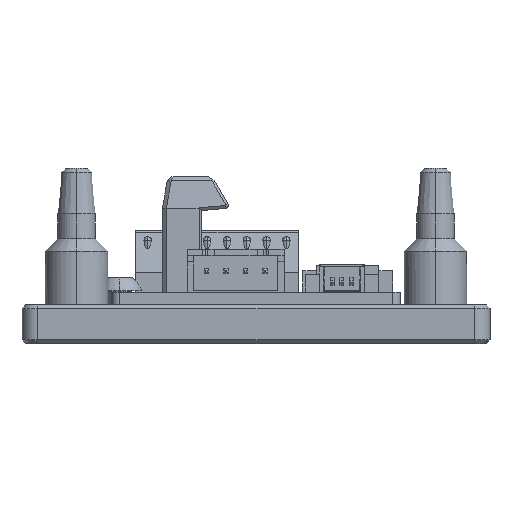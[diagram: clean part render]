
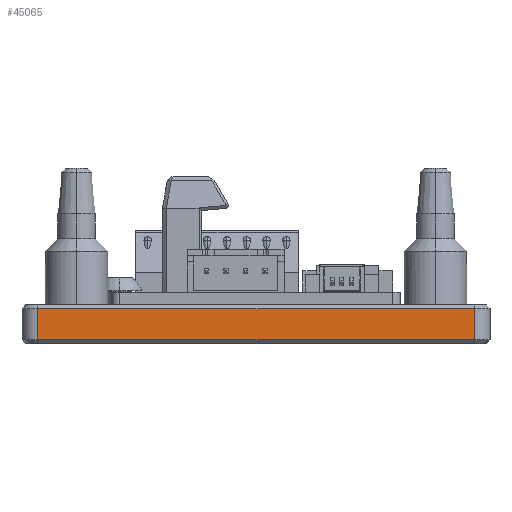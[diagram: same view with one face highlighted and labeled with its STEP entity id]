
A CAD part, left-side view. The second image highlights one B-rep face of the part: STEP entity #45065.
In plain terms, the highlighted planar face has unit normal (-1, 0, 0).
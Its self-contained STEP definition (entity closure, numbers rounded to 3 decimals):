
#36246=DIRECTION('',(0.,0.,-1.));
#36247=VECTOR('',#36246,4.);
#36248=CARTESIAN_POINT('',(-130.989,132.392,
-152.529));
#36249=LINE('',#36248,#36247);
#36318=DIRECTION('',(0.,0.,1.));
#36319=VECTOR('',#36318,4.);
#36320=CARTESIAN_POINT('',(-130.989,188.392,
-156.529));
#36321=LINE('',#36320,#36319);
#36326=DIRECTION('',(0.,-1.,0.));
#36327=VECTOR('',#36326,56.);
#36328=CARTESIAN_POINT('',(-130.989,188.392,
-156.529));
#36329=LINE('',#36328,#36327);
#36330=DIRECTION('',(0.,1.,0.));
#36331=VECTOR('',#36330,56.);
#36332=CARTESIAN_POINT('',(-130.989,132.392,
-152.529));
#36333=LINE('',#36332,#36331);
#36554=CARTESIAN_POINT('',(-130.989,188.392,
-152.529));
#36555=VERTEX_POINT('',#36554);
#36556=CARTESIAN_POINT('',(-130.989,132.392,
-152.529));
#36557=VERTEX_POINT('',#36556);
#36674=CARTESIAN_POINT('',(-130.989,132.392,
-156.529));
#36675=VERTEX_POINT('',#36674);
#36678=CARTESIAN_POINT('',(-130.989,188.392,
-156.529));
#36679=VERTEX_POINT('',#36678);
#45054=CARTESIAN_POINT('',(-130.989,190.392,
-151.029));
#45055=DIRECTION('',(-1.,0.,0.));
#45056=DIRECTION('',(0.,1.,0.));
#45057=AXIS2_PLACEMENT_3D('',#45054,#45055,#45056);
#45058=PLANE('',#45057);
#45059=ORIENTED_EDGE('',*,*,#44860,.T.);
#45060=ORIENTED_EDGE('',*,*,#44900,.F.);
#45061=ORIENTED_EDGE('',*,*,#45039,.T.);
#45062=ORIENTED_EDGE('',*,*,#44262,.F.);
#45063=EDGE_LOOP('',(#45059,#45060,#45061,#45062));
#45064=FACE_OUTER_BOUND('',#45063,.F.);
#45065=ADVANCED_FACE('',(#45064),#45058,.T.);
#44262=EDGE_CURVE('',#36557,#36555,#36333,.T.);
#44860=EDGE_CURVE('',#36557,#36675,#36249,.T.);
#44900=EDGE_CURVE('',#36679,#36675,#36329,.T.);
#45039=EDGE_CURVE('',#36679,#36555,#36321,.T.);
